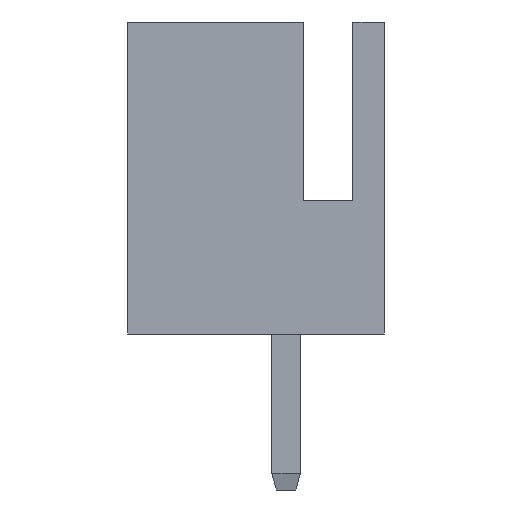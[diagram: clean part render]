
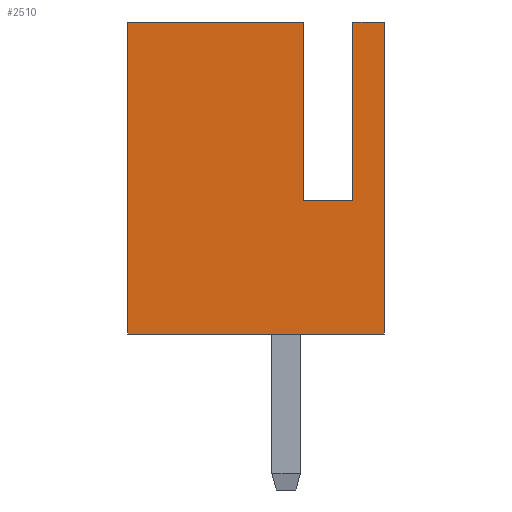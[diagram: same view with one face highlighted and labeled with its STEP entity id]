
A CAD part, left-side view. The second image highlights one B-rep face of the part: STEP entity #2510.
In plain terms, the highlighted planar face has unit normal (-1, 0, 0).
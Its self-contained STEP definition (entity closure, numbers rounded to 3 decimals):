
#143 = VECTOR ( 'NONE', #5567, 1000. ) ;
#270 = VERTEX_POINT ( 'NONE', #1623 ) ;
#361 = LINE ( 'NONE', #5635, #4368 ) ;
#452 = DIRECTION ( 'NONE',  ( 0., 0., -1. ) ) ;
#629 = VERTEX_POINT ( 'NONE', #3898 ) ;
#926 = CARTESIAN_POINT ( 'NONE',  ( -2.5, -1.5, 0. ) ) ;
#1037 = CARTESIAN_POINT ( 'NONE',  ( -2.5, 3.55, 0. ) ) ;
#1141 = EDGE_CURVE ( 'NONE', #4361, #1334, #1406, .T. ) ;
#1179 = LINE ( 'NONE', #1618, #4239 ) ;
#1271 = DIRECTION ( 'NONE',  ( -1., 0., 0. ) ) ;
#1334 = VERTEX_POINT ( 'NONE', #3998 ) ;
#1336 = DIRECTION ( 'NONE',  ( 0., 0., 1. ) ) ;
#1344 = EDGE_CURVE ( 'NONE', #1334, #1964, #1179, .T. ) ;
#1364 = ORIENTED_EDGE ( 'NONE', *, *, #1344, .T. ) ;
#1406 = LINE ( 'NONE', #926, #2749 ) ;
#1547 = LINE ( 'NONE', #3049, #4005 ) ;
#1618 = CARTESIAN_POINT ( 'NONE',  ( -2.5, 0., 3. ) ) ;
#1623 = CARTESIAN_POINT ( 'NONE',  ( -2.5, 3.55, 0. ) ) ;
#1875 = PLANE ( 'NONE',  #4653 ) ;
#1964 = VERTEX_POINT ( 'NONE', #3843 ) ;
#1985 = CARTESIAN_POINT ( 'NONE',  ( -2.5, -2.2, 7. ) ) ;
#2142 = CARTESIAN_POINT ( 'NONE',  ( -2.5, -1.5, 7. ) ) ;
#2416 = CARTESIAN_POINT ( 'NONE',  ( -2.5, -0.4, 7. ) ) ;
#2484 = CARTESIAN_POINT ( 'NONE',  ( -2.5, -2.2, 0. ) ) ;
#2510 = ADVANCED_FACE ( 'NONE', ( #2778 ), #1875, .T. ) ;
#2681 = CARTESIAN_POINT ( 'NONE',  ( -2.5, 0., 0. ) ) ;
#2749 = VECTOR ( 'NONE', #452, 1000. ) ;
#2778 = FACE_OUTER_BOUND ( 'NONE', #3393, .T. ) ;
#2865 = DIRECTION ( 'NONE',  ( 0., 0., 1. ) ) ;
#2896 = VECTOR ( 'NONE', #6107, 1000. ) ;
#3049 = CARTESIAN_POINT ( 'NONE',  ( -2.5, -2.2, 0. ) ) ;
#3220 = VERTEX_POINT ( 'NONE', #2484 ) ;
#3279 = EDGE_CURVE ( 'NONE', #629, #3864, #4138, .T. ) ;
#3393 = EDGE_LOOP ( 'NONE', ( #4625, #1364, #4011, #4725, #3519, #6163, #6051, #4315 ) ) ;
#3462 = LINE ( 'NONE', #1037, #4866 ) ;
#3519 = ORIENTED_EDGE ( 'NONE', *, *, #4243, .F. ) ;
#3550 = CARTESIAN_POINT ( 'NONE',  ( -2.5, 0., 7. ) ) ;
#3591 = CARTESIAN_POINT ( 'NONE',  ( -2.5, 0., 7. ) ) ;
#3813 = EDGE_CURVE ( 'NONE', #1964, #3864, #361, .T. ) ;
#3843 = CARTESIAN_POINT ( 'NONE',  ( -2.5, -0.4, 3. ) ) ;
#3864 = VERTEX_POINT ( 'NONE', #2416 ) ;
#3898 = CARTESIAN_POINT ( 'NONE',  ( -2.5, 3.55, 7. ) ) ;
#3998 = CARTESIAN_POINT ( 'NONE',  ( -2.5, -1.5, 3. ) ) ;
#4005 = VECTOR ( 'NONE', #4946, 1000. ) ;
#4011 = ORIENTED_EDGE ( 'NONE', *, *, #3813, .T. ) ;
#4138 = LINE ( 'NONE', #3591, #143 ) ;
#4219 = VERTEX_POINT ( 'NONE', #1985 ) ;
#4239 = VECTOR ( 'NONE', #4518, 1000. ) ;
#4243 = EDGE_CURVE ( 'NONE', #270, #629, #3462, .T. ) ;
#4315 = ORIENTED_EDGE ( 'NONE', *, *, #5354, .T. ) ;
#4361 = VERTEX_POINT ( 'NONE', #2142 ) ;
#4368 = VECTOR ( 'NONE', #1336, 1000. ) ;
#4396 = VECTOR ( 'NONE', #5428, 1000. ) ;
#4518 = DIRECTION ( 'NONE',  ( 0., 1., 0. ) ) ;
#4625 = ORIENTED_EDGE ( 'NONE', *, *, #1141, .T. ) ;
#4653 = AXIS2_PLACEMENT_3D ( 'NONE', #5228, #1271, #2865 ) ;
#4725 = ORIENTED_EDGE ( 'NONE', *, *, #3279, .F. ) ;
#4866 = VECTOR ( 'NONE', #4941, 1000. ) ;
#4941 = DIRECTION ( 'NONE',  ( 0., 0., 1. ) ) ;
#4946 = DIRECTION ( 'NONE',  ( 0., 0., 1. ) ) ;
#5120 = EDGE_CURVE ( 'NONE', #270, #3220, #6073, .T. ) ;
#5228 = CARTESIAN_POINT ( 'NONE',  ( -2.5, 0., 0. ) ) ;
#5248 = EDGE_CURVE ( 'NONE', #3220, #4219, #1547, .T. ) ;
#5354 = EDGE_CURVE ( 'NONE', #4219, #4361, #5897, .T. ) ;
#5428 = DIRECTION ( 'NONE',  ( 0., 1., 0. ) ) ;
#5567 = DIRECTION ( 'NONE',  ( 0., -1., 0. ) ) ;
#5635 = CARTESIAN_POINT ( 'NONE',  ( -2.5, -0.4, 0. ) ) ;
#5897 = LINE ( 'NONE', #3550, #4396 ) ;
#6051 = ORIENTED_EDGE ( 'NONE', *, *, #5248, .T. ) ;
#6073 = LINE ( 'NONE', #2681, #2896 ) ;
#6107 = DIRECTION ( 'NONE',  ( 0., -1., 0. ) ) ;
#6163 = ORIENTED_EDGE ( 'NONE', *, *, #5120, .T. ) ;
